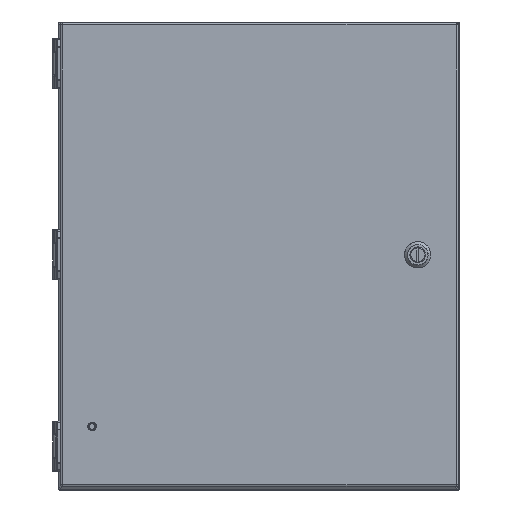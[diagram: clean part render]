
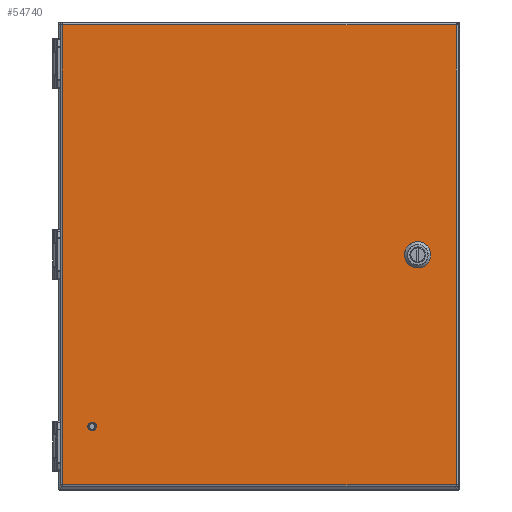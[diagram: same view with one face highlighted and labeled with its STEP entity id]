
A CAD part, top view. The second image highlights one B-rep face of the part: STEP entity #54740.
In plain terms, the highlighted planar face has unit normal (0, 0, 1).
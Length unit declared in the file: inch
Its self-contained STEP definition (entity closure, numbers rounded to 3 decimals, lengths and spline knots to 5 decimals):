
#610 = CARTESIAN_POINT ( 'NONE',  ( 4.75145, -0.00008, 6.18453 ) ) ;
#800 = CARTESIAN_POINT ( 'NONE',  ( 1.99945, -0.00008, 6.18453 ) ) ;
#1005 = DIRECTION ( 'NONE',  ( 1., 0., 0. ) ) ;
#1171 = DIRECTION ( 'NONE',  ( 1., 0., 0. ) ) ;
#2309 = EDGE_CURVE ( 'NONE', #37251, #18296, #5617, .T. ) ;
#2352 = CARTESIAN_POINT ( 'NONE',  ( 5.90945, -6.91016, 6.18453 ) ) ;
#2458 = VECTOR ( 'NONE', #42846, 39.37008 ) ;
#3051 = LINE ( 'NONE', #59819, #28294 ) ;
#4058 = EDGE_CURVE ( 'NONE', #29447, #29447, #55643, .T. ) ;
#5414 = PLANE ( 'NONE',  #8110 ) ;
#5617 = LINE ( 'NONE', #24000, #27777 ) ;
#6085 = LINE ( 'NONE', #37990, #35185 ) ;
#6497 = ORIENTED_EDGE ( 'NONE', *, *, #22406, .T. ) ;
#6950 = LINE ( 'NONE', #12138, #9333 ) ;
#8110 = AXIS2_PLACEMENT_3D ( 'NONE', #800, #19497, #33638 ) ;
#8471 = CARTESIAN_POINT ( 'NONE',  ( 3.57344, 1.57391, 6.18453 ) ) ;
#9202 = EDGE_CURVE ( 'NONE', #46988, #17158, #9811, .T. ) ;
#9333 = VECTOR ( 'NONE', #25622, 39.37008 ) ;
#9680 = VERTEX_POINT ( 'NONE', #53135 ) ;
#9811 = CIRCLE ( 'NONE', #44116, 0.32 ) ;
#12138 = CARTESIAN_POINT ( 'NONE',  ( -5.99118, 6.91, 6.18453 ) ) ;
#12901 = ORIENTED_EDGE ( 'NONE', *, *, #21693, .T. ) ;
#14220 = EDGE_CURVE ( 'NONE', #34536, #18296, #21570, .T. ) ;
#14381 = ORIENTED_EDGE ( 'NONE', *, *, #4058, .F. ) ;
#14640 = LINE ( 'NONE', #24119, #2458 ) ;
#14820 = DIRECTION ( 'NONE',  ( -0.707, -0.707, 0. ) ) ;
#14980 = VERTEX_POINT ( 'NONE', #19960 ) ;
#15443 = CARTESIAN_POINT ( 'NONE',  ( 4.44392, 0.08837, 6.18453 ) ) ;
#15914 = AXIS2_PLACEMENT_3D ( 'NONE', #32413, #42485, #51993 ) ;
#17158 = VERTEX_POINT ( 'NONE', #20307 ) ;
#18296 = VERTEX_POINT ( 'NONE', #56312 ) ;
#18308 = FACE_BOUND ( 'NONE', #24544, .T. ) ;
#19267 = ORIENTED_EDGE ( 'NONE', *, *, #19852, .T. ) ;
#19487 = ORIENTED_EDGE ( 'NONE', *, *, #60108, .T. ) ;
#19497 = DIRECTION ( 'NONE',  ( 0., 0., 1. ) ) ;
#19852 = EDGE_CURVE ( 'NONE', #34536, #17158, #3051, .T. ) ;
#19960 = CARTESIAN_POINT ( 'NONE',  ( -5.93118, -6.91016, 6.18453 ) ) ;
#19993 = DIRECTION ( 'NONE',  ( 0., 0., 1. ) ) ;
#20307 = CARTESIAN_POINT ( 'NONE',  ( 4.44392, -0.08852, 6.18453 ) ) ;
#20908 = CARTESIAN_POINT ( 'NONE',  ( 4.75145, -0.00008, 6.18453 ) ) ;
#21570 = CIRCLE ( 'NONE', #55897, 0.32 ) ;
#21693 = EDGE_CURVE ( 'NONE', #14980, #38772, #6085, .T. ) ;
#22148 = VERTEX_POINT ( 'NONE', #25518 ) ;
#22406 = EDGE_CURVE ( 'NONE', #38772, #22148, #25074, .T. ) ;
#22682 = DIRECTION ( 'NONE',  ( 0., 0., 1. ) ) ;
#22711 = AXIS2_PLACEMENT_3D ( 'NONE', #610, #34045, #47538 ) ;
#24000 = CARTESIAN_POINT ( 'NONE',  ( 3.57344, -1.57407, 6.18453 ) ) ;
#24088 = VERTEX_POINT ( 'NONE', #55856 ) ;
#24095 = FACE_BOUND ( 'NONE', #58268, .T. ) ;
#24119 = CARTESIAN_POINT ( 'NONE',  ( -5.93118, -6.97016, 6.18453 ) ) ;
#24544 = EDGE_LOOP ( 'NONE', ( #14381 ) ) ;
#24714 = VERTEX_POINT ( 'NONE', #45564 ) ;
#24921 = VERTEX_POINT ( 'NONE', #30724 ) ;
#25074 = LINE ( 'NONE', #53037, #59406 ) ;
#25473 = ORIENTED_EDGE ( 'NONE', *, *, #43982, .T. ) ;
#25518 = CARTESIAN_POINT ( 'NONE',  ( 5.90945, 6.91, 6.18453 ) ) ;
#25622 = DIRECTION ( 'NONE',  ( -1., 0., 0. ) ) ;
#27777 = VECTOR ( 'NONE', #14820, 39.37008 ) ;
#28173 = AXIS2_PLACEMENT_3D ( 'NONE', #41419, #22682, #46593 ) ;
#28294 = VECTOR ( 'NONE', #31880, 39.37008 ) ;
#28700 = ORIENTED_EDGE ( 'NONE', *, *, #30406, .F. ) ;
#29447 = VERTEX_POINT ( 'NONE', #48181 ) ;
#30406 = EDGE_CURVE ( 'NONE', #24714, #24088, #46238, .T. ) ;
#30724 = CARTESIAN_POINT ( 'NONE',  ( 5.05899, 0.08837, 6.18453 ) ) ;
#31523 = VECTOR ( 'NONE', #42550, 39.37008 ) ;
#31880 = DIRECTION ( 'NONE',  ( -0.707, 0.707, 0. ) ) ;
#32235 = CARTESIAN_POINT ( 'NONE',  ( 4.66301, -0.30761, 6.18453 ) ) ;
#32413 = CARTESIAN_POINT ( 'NONE',  ( 4.75145, -0.00008, 6.18453 ) ) ;
#33638 = DIRECTION ( 'NONE',  ( 1., 0., 0. ) ) ;
#34045 = DIRECTION ( 'NONE',  ( 0., 0., 1. ) ) ;
#34530 = CIRCLE ( 'NONE', #15914, 0.32 ) ;
#34536 = VERTEX_POINT ( 'NONE', #32235 ) ;
#35185 = VECTOR ( 'NONE', #1171, 39.37008 ) ;
#35195 = ORIENTED_EDGE ( 'NONE', *, *, #56336, .T. ) ;
#36194 = CARTESIAN_POINT ( 'NONE',  ( 4.75145, -0.00008, 6.18453 ) ) ;
#36740 = EDGE_LOOP ( 'NONE', ( #6497, #25473, #19487, #12901 ) ) ;
#37036 = ORIENTED_EDGE ( 'NONE', *, *, #2309, .T. ) ;
#37251 = VERTEX_POINT ( 'NONE', #39667 ) ;
#37990 = CARTESIAN_POINT ( 'NONE',  ( 5.96945, -6.91016, 6.18453 ) ) ;
#38772 = VERTEX_POINT ( 'NONE', #2352 ) ;
#39667 = CARTESIAN_POINT ( 'NONE',  ( 5.05899, -0.08852, 6.18453 ) ) ;
#41419 = CARTESIAN_POINT ( 'NONE',  ( -5.05618, -5.16016, 6.18453 ) ) ;
#41713 = DIRECTION ( 'NONE',  ( 1., 0., 0. ) ) ;
#42153 = ORIENTED_EDGE ( 'NONE', *, *, #59133, .T. ) ;
#42485 = DIRECTION ( 'NONE',  ( 0., 0., 1. ) ) ;
#42550 = DIRECTION ( 'NONE',  ( 0.707, 0.707, 0. ) ) ;
#42846 = DIRECTION ( 'NONE',  ( 0., -1., 0. ) ) ;
#43982 = EDGE_CURVE ( 'NONE', #22148, #9680, #6950, .T. ) ;
#44116 = AXIS2_PLACEMENT_3D ( 'NONE', #20908, #19993, #1005 ) ;
#45564 = CARTESIAN_POINT ( 'NONE',  ( 4.8399, 0.30746, 6.18453 ) ) ;
#45914 = LINE ( 'NONE', #8471, #51451 ) ;
#46238 = CIRCLE ( 'NONE', #22711, 0.32 ) ;
#46593 = DIRECTION ( 'NONE',  ( 1., 0., 0. ) ) ;
#46864 = ORIENTED_EDGE ( 'NONE', *, *, #9202, .F. ) ;
#46988 = VERTEX_POINT ( 'NONE', #15443 ) ;
#47538 = DIRECTION ( 'NONE',  ( 1., 0., 0. ) ) ;
#48090 = LINE ( 'NONE', #51458, #31523 ) ;
#48181 = CARTESIAN_POINT ( 'NONE',  ( -4.95813, -5.16016, 6.18453 ) ) ;
#50103 = ORIENTED_EDGE ( 'NONE', *, *, #54553, .F. ) ;
#51451 = VECTOR ( 'NONE', #57730, 39.37008 ) ;
#51458 = CARTESIAN_POINT ( 'NONE',  ( 3.17746, -1.17809, 6.18453 ) ) ;
#51993 = DIRECTION ( 'NONE',  ( 1., 0., 0. ) ) ;
#52091 = DIRECTION ( 'NONE',  ( 0., 1., 0. ) ) ;
#52937 = ORIENTED_EDGE ( 'NONE', *, *, #14220, .F. ) ;
#53037 = CARTESIAN_POINT ( 'NONE',  ( 5.90945, 6.97, 6.18453 ) ) ;
#53135 = CARTESIAN_POINT ( 'NONE',  ( -5.93118, 6.91, 6.18453 ) ) ;
#54553 = EDGE_CURVE ( 'NONE', #37251, #24921, #34530, .T. ) ;
#54740 = ADVANCED_FACE ( 'NONE', ( #24095, #18308, #56071 ), #5414, .T. ) ;
#54959 = DIRECTION ( 'NONE',  ( 0., 0., 1. ) ) ;
#55643 = CIRCLE ( 'NONE', #28173, 0.09805 ) ;
#55856 = CARTESIAN_POINT ( 'NONE',  ( 4.66301, 0.30746, 6.18453 ) ) ;
#55897 = AXIS2_PLACEMENT_3D ( 'NONE', #36194, #54959, #41713 ) ;
#56071 = FACE_OUTER_BOUND ( 'NONE', #36740, .T. ) ;
#56312 = CARTESIAN_POINT ( 'NONE',  ( 4.8399, -0.30761, 6.18453 ) ) ;
#56336 = EDGE_CURVE ( 'NONE', #46988, #24088, #48090, .T. ) ;
#57730 = DIRECTION ( 'NONE',  ( 0.707, -0.707, 0. ) ) ;
#58268 = EDGE_LOOP ( 'NONE', ( #46864, #35195, #28700, #42153, #50103, #37036, #52937, #19267 ) ) ;
#59133 = EDGE_CURVE ( 'NONE', #24714, #24921, #45914, .T. ) ;
#59406 = VECTOR ( 'NONE', #52091, 39.37008 ) ;
#59819 = CARTESIAN_POINT ( 'NONE',  ( 3.17746, 1.17793, 6.18453 ) ) ;
#60108 = EDGE_CURVE ( 'NONE', #9680, #14980, #14640, .T. ) ;
